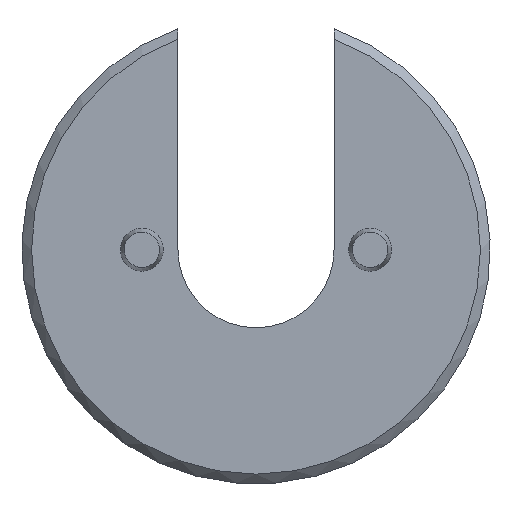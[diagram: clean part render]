
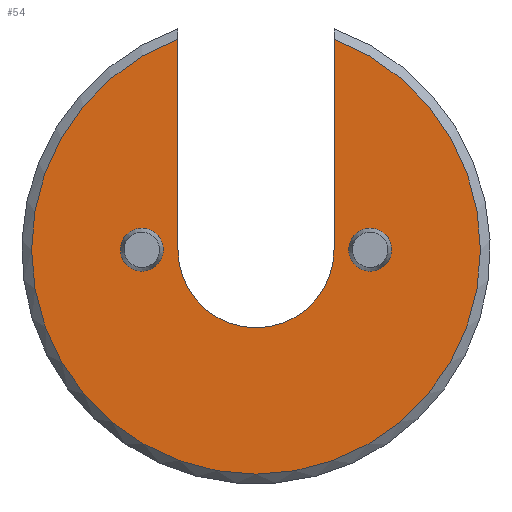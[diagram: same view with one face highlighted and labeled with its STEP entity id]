
A CAD part, front view. The second image highlights one B-rep face of the part: STEP entity #54.
In plain terms, the highlighted planar face has unit normal (0, -1, 0).
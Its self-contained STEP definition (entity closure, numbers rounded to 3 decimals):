
#54 = ADVANCED_FACE( '', ( #110, #111, #112 ), #113, .F. );
#110 = FACE_OUTER_BOUND( '', #165, .T. );
#111 = FACE_BOUND( '', #166, .T. );
#112 = FACE_BOUND( '', #167, .T. );
#113 = PLANE( '', #168 );
#165 = EDGE_LOOP( '', ( #246, #247, #248, #249 ) );
#166 = EDGE_LOOP( '', ( #250 ) );
#167 = EDGE_LOOP( '', ( #251 ) );
#168 = AXIS2_PLACEMENT_3D( '', #252, #253, #254 );
#246 = ORIENTED_EDGE( '', *, *, #310, .F. );
#247 = ORIENTED_EDGE( '', *, *, #319, .T. );
#248 = ORIENTED_EDGE( '', *, *, #315, .T. );
#249 = ORIENTED_EDGE( '', *, *, #320, .T. );
#250 = ORIENTED_EDGE( '', *, *, #292, .F. );
#251 = ORIENTED_EDGE( '', *, *, #302, .F. );
#252 = CARTESIAN_POINT( '', ( 11.5, 0., 0. ) );
#253 = DIRECTION( '', ( 0., 1., 0. ) );
#254 = DIRECTION( '', ( 0., 0., 1. ) );
#292 = EDGE_CURVE( '', #331, #331, #332, .F. );
#302 = EDGE_CURVE( '', #348, #348, #349, .F. );
#310 = EDGE_CURVE( '', #359, #361, #362, .T. );
#315 = EDGE_CURVE( '', #368, #366, #369, .T. );
#319 = EDGE_CURVE( '', #359, #368, #374, .T. );
#320 = EDGE_CURVE( '', #366, #361, #375, .T. );
#331 = VERTEX_POINT( '', #387 );
#332 = CIRCLE( '', #388, 1.1 );
#348 = VERTEX_POINT( '', #406 );
#349 = CIRCLE( '', #407, 1.1 );
#359 = VERTEX_POINT( '', #424 );
#361 = VERTEX_POINT( '', #427 );
#362 = LINE( '', #428, #429 );
#366 = VERTEX_POINT( '', #436 );
#368 = VERTEX_POINT( '', #441 );
#369 = LINE( '', #442, #443 );
#374 = CIRCLE( '', #450, 4. );
#375 = CIRCLE( '', #451, 11.5 );
#387 = CARTESIAN_POINT( '', ( 5.85, 0., 1.1 ) );
#388 = AXIS2_PLACEMENT_3D( '', #463, #464, #465 );
#406 = CARTESIAN_POINT( '', ( -5.85, 0., 1.1 ) );
#407 = AXIS2_PLACEMENT_3D( '', #480, #481, #482 );
#424 = CARTESIAN_POINT( '', ( 4., 0., 0. ) );
#427 = CARTESIAN_POINT( '', ( 4., 0., 10.782 ) );
#428 = CARTESIAN_POINT( '', ( 4., 0., 0. ) );
#429 = VECTOR( '', #488, 1000. );
#436 = CARTESIAN_POINT( '', ( -4., 0., 10.782 ) );
#441 = CARTESIAN_POINT( '', ( -4., 0., 0. ) );
#442 = CARTESIAN_POINT( '', ( -4., 0., 0. ) );
#443 = VECTOR( '', #489, 1000. );
#450 = AXIS2_PLACEMENT_3D( '', #492, #493, #494 );
#451 = AXIS2_PLACEMENT_3D( '', #495, #496, #497 );
#463 = CARTESIAN_POINT( '', ( 5.85, 0., 0. ) );
#464 = DIRECTION( '', ( 0., 1., 0. ) );
#465 = DIRECTION( '', ( 0., 0., 1. ) );
#480 = CARTESIAN_POINT( '', ( -5.85, 0., 0. ) );
#481 = DIRECTION( '', ( 0., 1., 0. ) );
#482 = DIRECTION( '', ( 0., 0., 1. ) );
#488 = DIRECTION( '', ( 0., 0., 1. ) );
#489 = DIRECTION( '', ( 0., 0., 1. ) );
#492 = CARTESIAN_POINT( '', ( 0., 0., 0. ) );
#493 = DIRECTION( '', ( 0., 1., 0. ) );
#494 = DIRECTION( '', ( 1., 0., 0. ) );
#495 = CARTESIAN_POINT( '', ( 0., 0., 0. ) );
#496 = DIRECTION( '', ( 0., -1., 0. ) );
#497 = DIRECTION( '', ( 0., 0., -1. ) );
